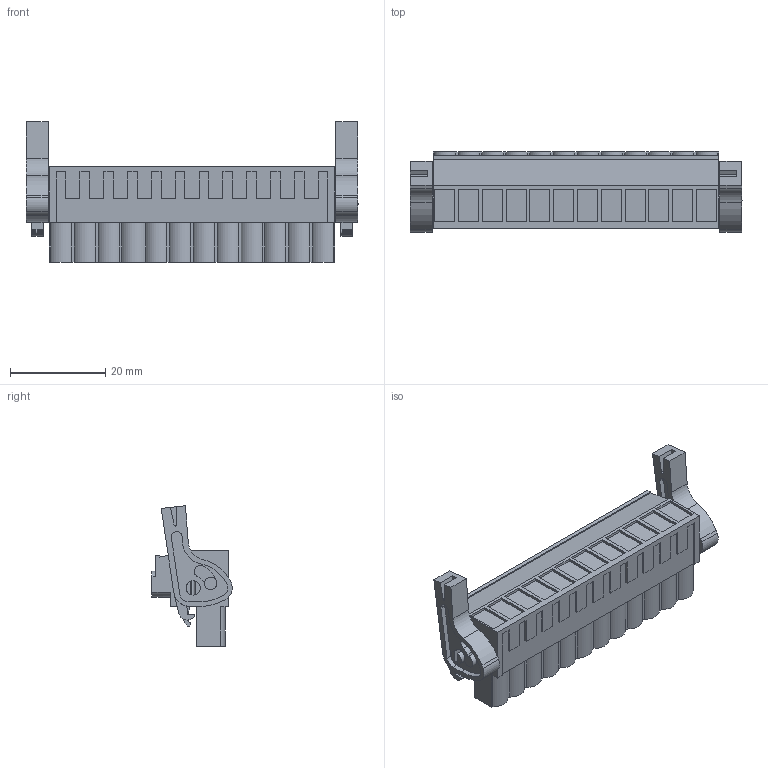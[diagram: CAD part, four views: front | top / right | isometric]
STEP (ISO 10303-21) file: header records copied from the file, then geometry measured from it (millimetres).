
FILE_DESCRIPTION(('CATIA V5 STEP Exchange','CAx-IF Rec.Pracs.--- Model Styling and Organization---1.2---2011-12-15'),'2;1');
FILE_NAME ('D1460377_0_1956270000_1956270000.stp','2017-05-31T13:03:28+00:00',('none'),('Weidmueller'),'CATIA Version 5-6 Release 2014','CATIA V5 STEP AP214','none');
FILE_SCHEMA(('AUTOMOTIVE_DESIGN { 1 0 10303 214 1 1 1 1 }'));
Length unit declared in the file: millimetre
Products named in the file (1): 1956270000
Bounding box: 69.7 x 16.89 x 29.52 mm (x, y, z)
Volume: 13019.9 mm3; surface area: 8253.2 mm2
Topology: 15 solids, 15 shells, 878 faces, 2500 edges, 1710 vertices
Faces by surface type: plane 666, cylinder 210, extrusion 2
Entity records: 27750 total; most frequent: CARTESIAN_POINT 5193, ORIENTED_EDGE 5000, DIRECTION 3653, EDGE_CURVE 2500, VECTOR 1989, LINE 1987, VERTEX_POINT 1710, AXIS2_PLACEMENT_3D 1063
